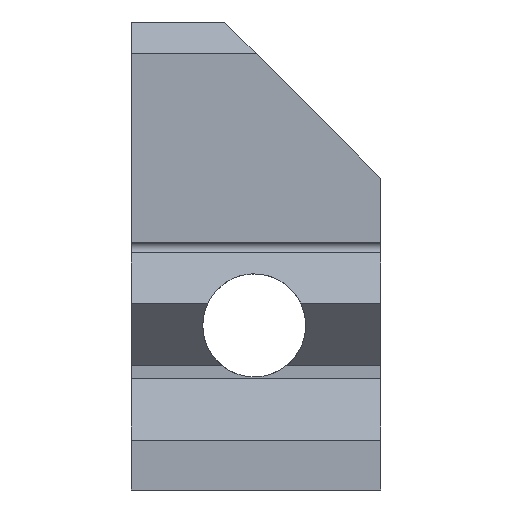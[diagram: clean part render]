
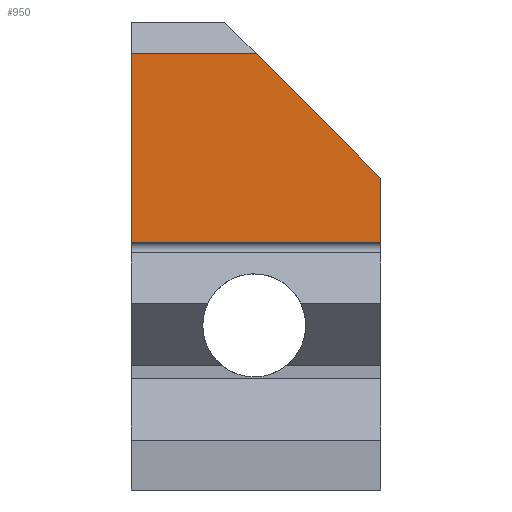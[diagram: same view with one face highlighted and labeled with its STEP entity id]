
A CAD part, front view. The second image highlights one B-rep face of the part: STEP entity #950.
In plain terms, the highlighted planar face has unit normal (0, -1, 0).
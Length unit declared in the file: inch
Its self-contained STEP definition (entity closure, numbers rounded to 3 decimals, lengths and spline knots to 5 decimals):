
#50=PLANE('',#1007);
#96=FACE_OUTER_BOUND('',#144,.T.);
#144=EDGE_LOOP('',(#789,#790,#791,#792,#793));
#258=LINE('',#1477,#383);
#260=LINE('',#1482,#385);
#261=LINE('',#1484,#386);
#262=LINE('',#1485,#387);
#263=LINE('',#1486,#388);
#383=VECTOR('',#1206,0.3937);
#385=VECTOR('',#1210,0.3937);
#386=VECTOR('',#1211,0.3937);
#387=VECTOR('',#1212,0.3937);
#388=VECTOR('',#1213,0.3937);
#489=VERTEX_POINT('',#1474);
#490=VERTEX_POINT('',#1476);
#491=VERTEX_POINT('',#1480);
#492=VERTEX_POINT('',#1481);
#493=VERTEX_POINT('',#1483);
#612=EDGE_CURVE('',#489,#490,#258,.T.);
#614=EDGE_CURVE('',#491,#492,#260,.T.);
#615=EDGE_CURVE('',#492,#493,#261,.T.);
#616=EDGE_CURVE('',#490,#493,#262,.T.);
#617=EDGE_CURVE('',#491,#489,#263,.T.);
#789=ORIENTED_EDGE('',*,*,#614,.T.);
#790=ORIENTED_EDGE('',*,*,#615,.T.);
#791=ORIENTED_EDGE('',*,*,#616,.F.);
#792=ORIENTED_EDGE('',*,*,#612,.F.);
#793=ORIENTED_EDGE('',*,*,#617,.F.);
#950=ADVANCED_FACE('',(#96),#50,.F.);
#1007=AXIS2_PLACEMENT_3D('',#1479,#1208,#1209);
#1206=DIRECTION('',(1.,0.,0.));
#1208=DIRECTION('center_axis',(0.,1.,0.));
#1209=DIRECTION('ref_axis',(0.,0.,1.));
#1210=DIRECTION('',(1.,0.,0.));
#1211=DIRECTION('',(0.,0.,1.));
#1212=DIRECTION('',(0.707,0.,-0.707));
#1213=DIRECTION('',(0.,0.,1.));
#1474=CARTESIAN_POINT('',(0.8557,-1.14968,0.70823));
#1476=CARTESIAN_POINT('',(1.05588,-1.14968,0.70823));
#1477=CARTESIAN_POINT('',(0.47885,-1.14968,0.70823));
#1479=CARTESIAN_POINT('Origin',(0.47885,-1.14968,0.25591));
#1480=CARTESIAN_POINT('',(0.8557,-1.14968,0.40552));
#1481=CARTESIAN_POINT('',(1.25588,-1.14968,0.40552));
#1482=CARTESIAN_POINT('',(0.66727,-1.14968,0.40552));
#1483=CARTESIAN_POINT('',(1.25588,-1.14968,0.50823));
#1484=CARTESIAN_POINT('',(1.25588,-1.14968,0.28207));
#1485=CARTESIAN_POINT('',(1.0622,-1.14968,0.70191));
#1486=CARTESIAN_POINT('',(0.8557,-1.14968,0.25591));
